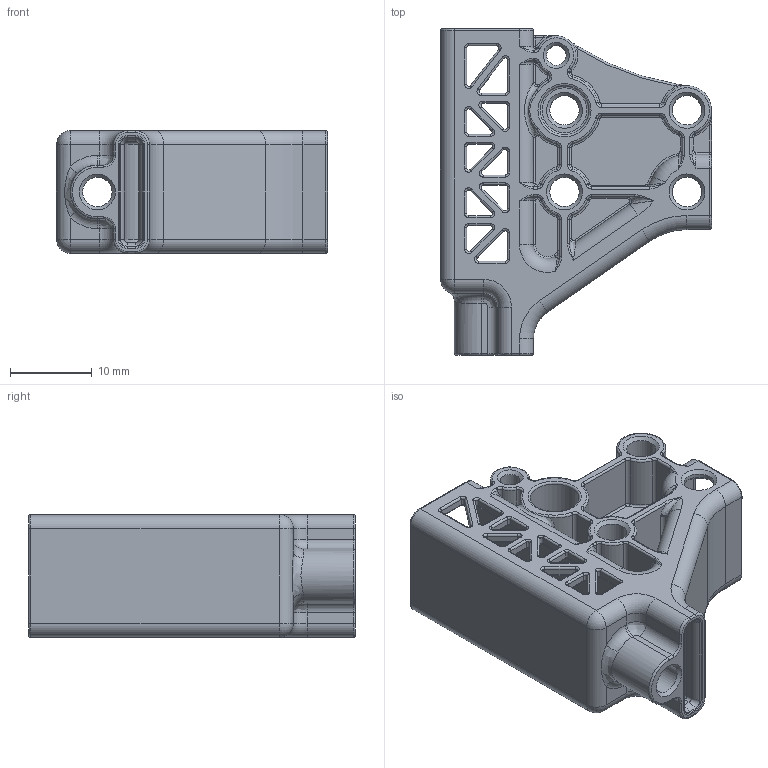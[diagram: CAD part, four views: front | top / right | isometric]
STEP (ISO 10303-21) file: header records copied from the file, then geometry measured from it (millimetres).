
FILE_DESCRIPTION(/* description */ (''),/* implementation_level */ '2;1');
FILE_NAME(/* name */ 'MP_DooKi3_SLM_XY_Tensioner_V4_12mm_Mirror_x2.step',/* time_stamp */ '2024-08-20T22:00:17-04:00',/* author */ (''),/* organization */ (''),/* preprocessor_version */ 'ST-DEVELOPER v20',/* originating_system */ 'Autodesk Translation Framework v13.14.0.145',/* authorisation */ '');
FILE_SCHEMA (('AUTOMOTIVE_DESIGN { 1 0 10303 214 3 1 1 }'));
Length unit declared in the file: millimetre
Products named in the file (1): (Parametric) MP_DooKi3_SLM_XY_Tensioner_V4(Mirror)
Bounding box: 33.18 x 40 x 15 mm (x, y, z)
Volume: 5471.9 mm3; surface area: 8047 mm2
Topology: 1 solids, 1 shells, 1107 faces, 2549 edges, 1421 vertices
Faces by surface type: cylinder 467, torus 308, plane 160, bspline 134, cone 22, sphere 16
Full cylindrical faces by diameter (mm): 2.4 x1, 3.6 x6, 6 x1
Entity records: 33453 total; most frequent: CARTESIAN_POINT 8207, DIRECTION 5854, ORIENTED_EDGE 5030, EDGE_CURVE 2515, AXIS2_PLACEMENT_3D 2478, CIRCLE 1492, VERTEX_POINT 1421, EDGE_LOOP 1174
